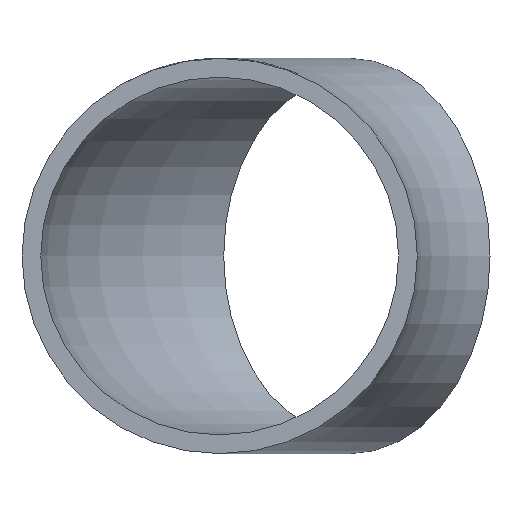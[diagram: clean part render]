
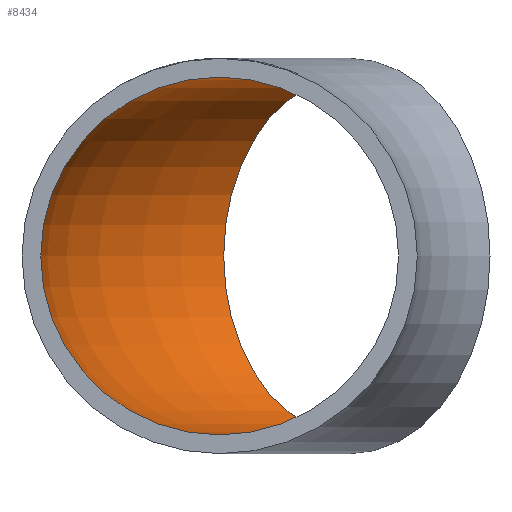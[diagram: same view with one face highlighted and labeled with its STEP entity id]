
A CAD part, front view. The second image highlights one B-rep face of the part: STEP entity #8434.
In plain terms, the highlighted toroidal (fillet/blend) face has major radius 38 mm and minor radius 15.25 mm.
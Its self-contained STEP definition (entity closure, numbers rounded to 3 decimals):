
#179 = CARTESIAN_POINT ( 'NONE',  ( -38., 0., 0. ) ) ;
#304 = EDGE_LOOP ( 'NONE', ( #7381 ) ) ;
#563 = VERTEX_POINT ( 'NONE', #11203 ) ;
#1195 = DIRECTION ( 'NONE',  ( 0., 1., 0. ) ) ;
#1458 = CARTESIAN_POINT ( 'NONE',  ( 0., 0., 0. ) ) ;
#1499 = CARTESIAN_POINT ( 'NONE',  ( -38., 0., 15.25 ) ) ;
#1572 = CIRCLE ( 'NONE', #13341, 15.25 ) ;
#3705 = CARTESIAN_POINT ( 'NONE',  ( -26.87, 26.87, 0. ) ) ;
#4562 = AXIS2_PLACEMENT_3D ( 'NONE', #3705, #11058, #12107 ) ;
#6009 = DIRECTION ( 'NONE',  ( 0., 0., -1. ) ) ;
#7381 = ORIENTED_EDGE ( 'NONE', *, *, #10099, .T. ) ;
#8247 = DIRECTION ( 'NONE',  ( 0., 0., 1. ) ) ;
#8434 = ADVANCED_FACE ( 'NONE', ( #12212, #11090 ), #15062, .F. ) ;
#9969 = VERTEX_POINT ( 'NONE', #1499 ) ;
#10099 = EDGE_CURVE ( 'NONE', #563, #563, #13074, .T. ) ;
#10419 = EDGE_LOOP ( 'NONE', ( #13100 ) ) ;
#10791 = DIRECTION ( 'NONE',  ( -1., 0., 0. ) ) ;
#11058 = DIRECTION ( 'NONE',  ( 0.707, 0.707, 0. ) ) ;
#11090 = FACE_OUTER_BOUND ( 'NONE', #10419, .T. ) ;
#11203 = CARTESIAN_POINT ( 'NONE',  ( -37.653, 37.653, 0. ) ) ;
#12107 = DIRECTION ( 'NONE',  ( -0.707, 0.707, 0. ) ) ;
#12212 = FACE_OUTER_BOUND ( 'NONE', #304, .T. ) ;
#12266 = EDGE_CURVE ( 'NONE', #9969, #9969, #1572, .T. ) ;
#13074 = CIRCLE ( 'NONE', #4562, 15.25 ) ;
#13100 = ORIENTED_EDGE ( 'NONE', *, *, #12266, .F. ) ;
#13341 = AXIS2_PLACEMENT_3D ( 'NONE', #179, #1195, #8247 ) ;
#13821 = AXIS2_PLACEMENT_3D ( 'NONE', #1458, #6009, #10791 ) ;
#15062 = TOROIDAL_SURFACE ( 'NONE', #13821, 38., 15.25 ) ;
